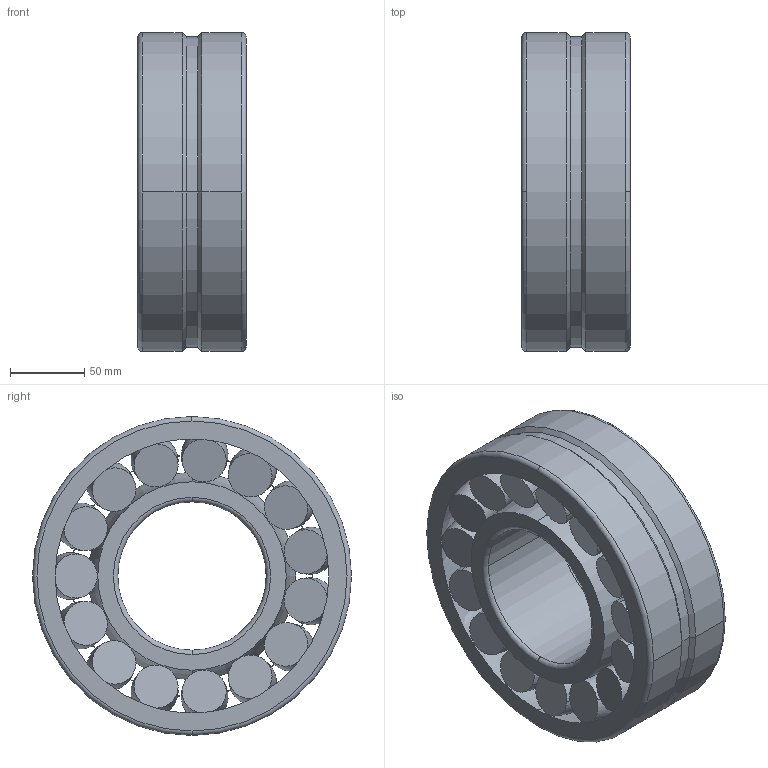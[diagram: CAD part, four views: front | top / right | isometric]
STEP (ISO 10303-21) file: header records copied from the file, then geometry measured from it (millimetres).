
FILE_DESCRIPTION(('STEP AP242'),'1');
FILE_NAME('snr_22320eaw33c3_2.stp','2024-09-17T06:49:58',('TraceParts'),('TraceParts S.A.'),'Spatial InterOp 3D',' ',' ');
FILE_SCHEMA(('AP242_MANAGED_MODEL_BASED_3D_ENGINEERING_MIM_LF {1 0 10303 442 1 1 4}'));
Length unit declared in the file: millimetre
Products named in the file (1): snr_22320eaw33c3_2_1
Bounding box: 73 x 215 x 215 mm (x, y, z)
Volume: 1504238.6 mm3; surface area: 297302.6 mm2
Topology: 4 solids, 4 shells, 214 faces, 576 edges, 421 vertices
Faces by surface type: torus 132, plane 64, cylinder 12, cone 4, sphere 2
Entity records: 10602 total; most frequent: CARTESIAN_POINT 5070, DIRECTION 1199, ORIENTED_EDGE 1144, AXIS2_PLACEMENT_3D 592, EDGE_CURVE 572, VERTEX_POINT 421, CIRCLE 374, EDGE_LOOP 279
